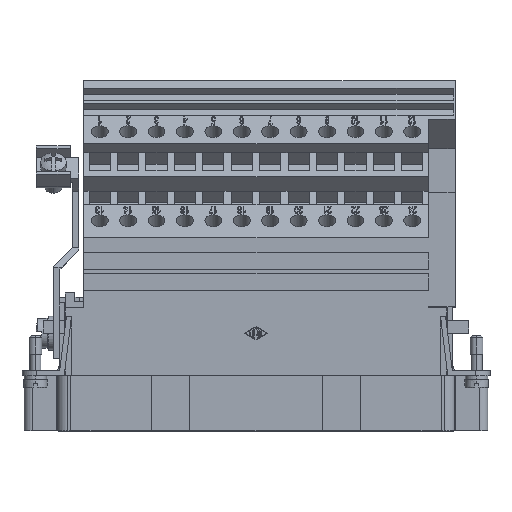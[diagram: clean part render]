
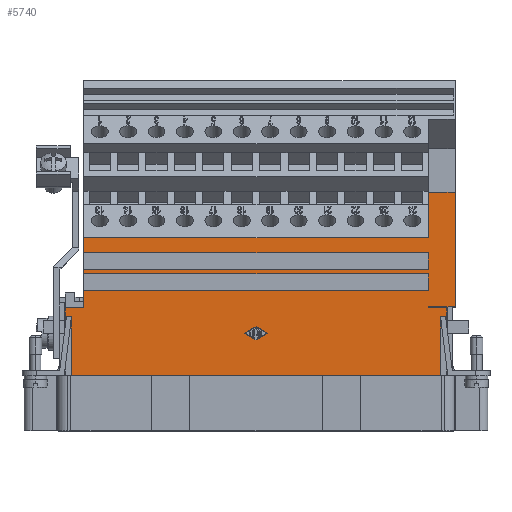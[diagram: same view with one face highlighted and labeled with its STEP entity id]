
A CAD part, top view. The second image highlights one B-rep face of the part: STEP entity #5740.
In plain terms, the highlighted planar face has unit normal (0, 0, 1).
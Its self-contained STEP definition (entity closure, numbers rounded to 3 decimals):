
#4738=CARTESIAN_POINT('',(-2.709,10.0,17.0));
#4739=VERTEX_POINT('',#4738);
#4746=CARTESIAN_POINT('',(0.,8.438,17.0));
#4747=VERTEX_POINT('',#4746);
#4748=CARTESIAN_POINT('',(0.,8.438,17.0));
#4749=DIRECTION('',(-0.866,0.5,0.0));
#4750=VECTOR('',#4749,3.127);
#4751=LINE('',#4748,#4750);
#4752=EDGE_CURVE('',#4747,#4739,#4751,.T.);
#4776=CARTESIAN_POINT('',(0.,11.562,17.0));
#4777=VERTEX_POINT('',#4776);
#4784=CARTESIAN_POINT('',(-2.709,10.0,17.0));
#4785=DIRECTION('',(0.866,0.5,0.0));
#4786=VECTOR('',#4785,3.127);
#4787=LINE('',#4784,#4786);
#4788=EDGE_CURVE('',#4739,#4777,#4787,.T.);
#4807=CARTESIAN_POINT('',(2.709,10.0,17.0));
#4808=VERTEX_POINT('',#4807);
#4815=CARTESIAN_POINT('',(0.,11.562,17.0));
#4816=DIRECTION('',(0.866,-0.5,0.0));
#4817=VECTOR('',#4816,3.127);
#4818=LINE('',#4815,#4817);
#4819=EDGE_CURVE('',#4777,#4808,#4818,.T.);
#4837=CARTESIAN_POINT('',(2.709,10.0,17.0));
#4838=DIRECTION('',(-0.866,-0.5,0.0));
#4839=VECTOR('',#4838,3.127);
#4840=LINE('',#4837,#4839);
#4841=EDGE_CURVE('',#4808,#4747,#4840,.T.);
#5503=CARTESIAN_POINT('',(-40.65,0.0,17.0));
#5504=DIRECTION('',(0.0,0.0,1.0));
#5505=DIRECTION('',(1.0,0.0,0.0));
#5506=AXIS2_PLACEMENT_3D('',#5503,#5504,#5505);
#5507=PLANE('',#5506);
#5508=CARTESIAN_POINT('',(-40.65,24.0,17.0));
#5509=VERTEX_POINT('',#5508);
#5510=CARTESIAN_POINT('',(40.65,24.0,17.0));
#5511=VERTEX_POINT('',#5510);
#5512=CARTESIAN_POINT('',(-40.65,24.0,17.0));
#5513=DIRECTION('',(1.0,0.0,0.0));
#5514=VECTOR('',#5513,81.3);
#5515=LINE('',#5512,#5514);
#5516=EDGE_CURVE('',#5509,#5511,#5515,.T.);
#5517=ORIENTED_EDGE('',*,*,#5516,.T.);
#5518=CARTESIAN_POINT('',(40.65,20.0,17.0));
#5519=VERTEX_POINT('',#5518);
#5520=CARTESIAN_POINT('',(40.65,24.0,17.0));
#5521=DIRECTION('',(0.0,-1.0,0.0));
#5522=VECTOR('',#5521,4.0);
#5523=LINE('',#5520,#5522);
#5524=EDGE_CURVE('',#5511,#5519,#5523,.T.);
#5525=ORIENTED_EDGE('',*,*,#5524,.T.);
#5526=CARTESIAN_POINT('',(-40.65,20.0,17.0));
#5527=VERTEX_POINT('',#5526);
#5528=CARTESIAN_POINT('',(40.65,20.0,17.0));
#5529=DIRECTION('',(-1.0,0.0,0.0));
#5530=VECTOR('',#5529,81.3);
#5531=LINE('',#5528,#5530);
#5532=EDGE_CURVE('',#5519,#5527,#5531,.T.);
#5533=ORIENTED_EDGE('',*,*,#5532,.T.);
#5534=CARTESIAN_POINT('',(-40.65,16.0,17.0));
#5535=VERTEX_POINT('',#5534);
#5536=CARTESIAN_POINT('',(-40.65,16.0,17.0));
#5537=DIRECTION('',(0.0,1.0,0.0));
#5538=VECTOR('',#5537,4.0);
#5539=LINE('',#5536,#5538);
#5540=EDGE_CURVE('',#5535,#5527,#5539,.T.);
#5541=ORIENTED_EDGE('',*,*,#5540,.F.);
#5542=CARTESIAN_POINT('',(-45.0,16.0,17.));
#5543=VERTEX_POINT('',#5542);
#5544=CARTESIAN_POINT('',(-40.65,16.0,17.0));
#5545=DIRECTION('',(-1.0,0.0,0.0));
#5546=VECTOR('',#5545,4.35);
#5547=LINE('',#5544,#5546);
#5548=EDGE_CURVE('',#5535,#5543,#5547,.T.);
#5549=ORIENTED_EDGE('',*,*,#5548,.T.);
#5550=CARTESIAN_POINT('',(-45.,14.,17.));
#5551=VERTEX_POINT('',#5550);
#5552=CARTESIAN_POINT('',(-45.,14.,17.));
#5553=DIRECTION('',(0.0,1.0,0.0));
#5554=VECTOR('',#5553,2.);
#5555=LINE('',#5552,#5554);
#5556=EDGE_CURVE('',#5551,#5543,#5555,.T.);
#5557=ORIENTED_EDGE('',*,*,#5556,.F.);
#5558=CARTESIAN_POINT('',(-44.691,14.,17.0));
#5559=VERTEX_POINT('',#5558);
#5560=CARTESIAN_POINT('',(-45.,14.,17.));
#5561=DIRECTION('',(1.0,0.0,0.0));
#5562=VECTOR('',#5561,0.309);
#5563=LINE('',#5560,#5562);
#5564=EDGE_CURVE('',#5551,#5559,#5563,.T.);
#5565=ORIENTED_EDGE('',*,*,#5564,.T.);
#5566=CARTESIAN_POINT('',(-43.5,14.,17.0));
#5567=VERTEX_POINT('',#5566);
#5568=CARTESIAN_POINT('',(-44.691,14.,17.0));
#5569=DIRECTION('',(1.0,0.0,0.0));
#5570=VECTOR('',#5569,1.191);
#5571=LINE('',#5568,#5570);
#5572=EDGE_CURVE('',#5559,#5567,#5571,.T.);
#5573=ORIENTED_EDGE('',*,*,#5572,.T.);
#5574=CARTESIAN_POINT('',(-43.5,13.854,17.0));
#5575=VERTEX_POINT('',#5574);
#5576=CARTESIAN_POINT('',(-43.5,14.,17.0));
#5577=DIRECTION('',(0.,-1.0,0.0));
#5578=VECTOR('',#5577,0.146);
#5579=LINE('',#5576,#5578);
#5580=EDGE_CURVE('',#5567,#5575,#5579,.T.);
#5581=ORIENTED_EDGE('',*,*,#5580,.T.);
#5582=CARTESIAN_POINT('',(-43.5,0.0,17.0));
#5583=VERTEX_POINT('',#5582);
#5584=CARTESIAN_POINT('',(-43.5,13.854,17.0));
#5585=DIRECTION('',(0.0,-1.0,0.0));
#5586=VECTOR('',#5585,13.854);
#5587=LINE('',#5584,#5586);
#5588=EDGE_CURVE('',#5575,#5583,#5587,.T.);
#5589=ORIENTED_EDGE('',*,*,#5588,.T.);
#5590=CARTESIAN_POINT('',(43.5,0.0,17.0));
#5591=VERTEX_POINT('',#5590);
#5592=CARTESIAN_POINT('',(43.5,0.0,17.0));
#5593=DIRECTION('',(-1.0,0.0,0.0));
#5594=VECTOR('',#5593,87.);
#5595=LINE('',#5592,#5594);
#5596=EDGE_CURVE('',#5591,#5583,#5595,.T.);
#5597=ORIENTED_EDGE('',*,*,#5596,.F.);
#5598=CARTESIAN_POINT('',(43.5,13.854,17.0));
#5599=VERTEX_POINT('',#5598);
#5600=CARTESIAN_POINT('',(43.5,0.0,17.0));
#5601=DIRECTION('',(0.0,1.0,0.0));
#5602=VECTOR('',#5601,13.854);
#5603=LINE('',#5600,#5602);
#5604=EDGE_CURVE('',#5591,#5599,#5603,.T.);
#5605=ORIENTED_EDGE('',*,*,#5604,.T.);
#5606=CARTESIAN_POINT('',(43.5,14.,17.0));
#5607=VERTEX_POINT('',#5606);
#5608=CARTESIAN_POINT('',(43.5,13.854,17.0));
#5609=DIRECTION('',(0.0,1.0,0.0));
#5610=VECTOR('',#5609,0.146);
#5611=LINE('',#5608,#5610);
#5612=EDGE_CURVE('',#5599,#5607,#5611,.T.);
#5613=ORIENTED_EDGE('',*,*,#5612,.T.);
#5614=CARTESIAN_POINT('',(44.691,14.,17.0));
#5615=VERTEX_POINT('',#5614);
#5616=CARTESIAN_POINT('',(43.5,14.,17.0));
#5617=DIRECTION('',(1.0,0.0,0.0));
#5618=VECTOR('',#5617,1.191);
#5619=LINE('',#5616,#5618);
#5620=EDGE_CURVE('',#5607,#5615,#5619,.T.);
#5621=ORIENTED_EDGE('',*,*,#5620,.T.);
#5622=CARTESIAN_POINT('',(45.,14.,17.0));
#5623=VERTEX_POINT('',#5622);
#5624=CARTESIAN_POINT('',(44.691,14.,17.0));
#5625=DIRECTION('',(1.0,0.0,0.0));
#5626=VECTOR('',#5625,0.309);
#5627=LINE('',#5624,#5626);
#5628=EDGE_CURVE('',#5615,#5623,#5627,.T.);
#5629=ORIENTED_EDGE('',*,*,#5628,.T.);
#5630=CARTESIAN_POINT('',(45.0,16.0,17.0));
#5631=VERTEX_POINT('',#5630);
#5632=CARTESIAN_POINT('',(45.,14.,17.0));
#5633=DIRECTION('',(0.0,1.0,0.0));
#5634=VECTOR('',#5633,2.);
#5635=LINE('',#5632,#5634);
#5636=EDGE_CURVE('',#5623,#5631,#5635,.T.);
#5637=ORIENTED_EDGE('',*,*,#5636,.T.);
#5638=CARTESIAN_POINT('',(40.65,16.0,17.0));
#5639=VERTEX_POINT('',#5638);
#5640=CARTESIAN_POINT('',(45.0,16.0,17.0));
#5641=DIRECTION('',(-1.0,0.0,0.0));
#5642=VECTOR('',#5641,4.35);
#5643=LINE('',#5640,#5642);
#5644=EDGE_CURVE('',#5631,#5639,#5643,.T.);
#5645=ORIENTED_EDGE('',*,*,#5644,.T.);
#5646=CARTESIAN_POINT('',(40.65,16.2,17.0));
#5647=VERTEX_POINT('',#5646);
#5648=CARTESIAN_POINT('',(40.65,16.2,17.0));
#5649=DIRECTION('',(0.0,-1.0,0.0));
#5650=VECTOR('',#5649,0.2);
#5651=LINE('',#5648,#5650);
#5652=EDGE_CURVE('',#5647,#5639,#5651,.T.);
#5653=ORIENTED_EDGE('',*,*,#5652,.F.);
#5654=CARTESIAN_POINT('',(46.95,16.2,17.0));
#5655=VERTEX_POINT('',#5654);
#5656=CARTESIAN_POINT('',(46.95,16.2,17.0));
#5657=DIRECTION('',(-1.0,0.0,0.0));
#5658=VECTOR('',#5657,6.3);
#5659=LINE('',#5656,#5658);
#5660=EDGE_CURVE('',#5655,#5647,#5659,.T.);
#5661=ORIENTED_EDGE('',*,*,#5660,.F.);
#5662=CARTESIAN_POINT('',(46.95,43.2,17.));
#5663=VERTEX_POINT('',#5662);
#5664=CARTESIAN_POINT('',(46.95,43.2,17.));
#5665=DIRECTION('',(0.0,-1.0,0.0));
#5666=VECTOR('',#5665,27.);
#5667=LINE('',#5664,#5666);
#5668=EDGE_CURVE('',#5663,#5655,#5667,.T.);
#5669=ORIENTED_EDGE('',*,*,#5668,.F.);
#5670=CARTESIAN_POINT('',(40.65,43.2,17.));
#5671=VERTEX_POINT('',#5670);
#5672=CARTESIAN_POINT('',(46.95,43.2,17.));
#5673=DIRECTION('',(-1.0,0.0,0.0));
#5674=VECTOR('',#5673,6.3);
#5675=LINE('',#5672,#5674);
#5676=EDGE_CURVE('',#5663,#5671,#5675,.T.);
#5677=ORIENTED_EDGE('',*,*,#5676,.T.);
#5678=CARTESIAN_POINT('',(40.65,32.5,17.));
#5679=VERTEX_POINT('',#5678);
#5680=CARTESIAN_POINT('',(40.65,43.2,17.));
#5681=DIRECTION('',(0.0,-1.0,0.0));
#5682=VECTOR('',#5681,10.7);
#5683=LINE('',#5680,#5682);
#5684=EDGE_CURVE('',#5671,#5679,#5683,.T.);
#5685=ORIENTED_EDGE('',*,*,#5684,.T.);
#5686=CARTESIAN_POINT('',(-40.65,32.5,17.));
#5687=VERTEX_POINT('',#5686);
#5688=CARTESIAN_POINT('',(40.65,32.5,17.));
#5689=DIRECTION('',(-1.0,0.0,0.0));
#5690=VECTOR('',#5689,81.3);
#5691=LINE('',#5688,#5690);
#5692=EDGE_CURVE('',#5679,#5687,#5691,.T.);
#5693=ORIENTED_EDGE('',*,*,#5692,.T.);
#5694=CARTESIAN_POINT('',(-40.65,29.0,17.0));
#5695=VERTEX_POINT('',#5694);
#5696=CARTESIAN_POINT('',(-40.65,29.0,17.0));
#5697=DIRECTION('',(0.0,1.0,0.0));
#5698=VECTOR('',#5697,3.5);
#5699=LINE('',#5696,#5698);
#5700=EDGE_CURVE('',#5695,#5687,#5699,.T.);
#5701=ORIENTED_EDGE('',*,*,#5700,.F.);
#5702=CARTESIAN_POINT('',(40.65,29.0,17.0));
#5703=VERTEX_POINT('',#5702);
#5704=CARTESIAN_POINT('',(-40.65,29.0,17.0));
#5705=DIRECTION('',(1.0,0.0,0.0));
#5706=VECTOR('',#5705,81.3);
#5707=LINE('',#5704,#5706);
#5708=EDGE_CURVE('',#5695,#5703,#5707,.T.);
#5709=ORIENTED_EDGE('',*,*,#5708,.T.);
#5710=CARTESIAN_POINT('',(40.65,25.0,17.0));
#5711=VERTEX_POINT('',#5710);
#5712=CARTESIAN_POINT('',(40.65,29.0,17.0));
#5713=DIRECTION('',(0.0,-1.0,0.0));
#5714=VECTOR('',#5713,4.0);
#5715=LINE('',#5712,#5714);
#5716=EDGE_CURVE('',#5703,#5711,#5715,.T.);
#5717=ORIENTED_EDGE('',*,*,#5716,.T.);
#5718=CARTESIAN_POINT('',(-40.65,25.0,17.0));
#5719=VERTEX_POINT('',#5718);
#5720=CARTESIAN_POINT('',(40.65,25.0,17.0));
#5721=DIRECTION('',(-1.0,0.0,0.0));
#5722=VECTOR('',#5721,81.3);
#5723=LINE('',#5720,#5722);
#5724=EDGE_CURVE('',#5711,#5719,#5723,.T.);
#5725=ORIENTED_EDGE('',*,*,#5724,.T.);
#5726=CARTESIAN_POINT('',(-40.65,24.0,17.0));
#5727=DIRECTION('',(0.0,1.0,0.0));
#5728=VECTOR('',#5727,1.0);
#5729=LINE('',#5726,#5728);
#5730=EDGE_CURVE('',#5509,#5719,#5729,.T.);
#5731=ORIENTED_EDGE('',*,*,#5730,.F.);
#5732=EDGE_LOOP('',(#5517,#5525,#5533,#5541,#5549,#5557,#5565,#5573,#5581,#5589,#5597,#5605,#5613,#5621,#5629,#5637,#5645,#5653,#5661,#5669,#5677,#5685,#5693,#5701,#5709,#5717,#5725,#5731));
#5733=FACE_OUTER_BOUND('',#5732,.T.);
#5734=ORIENTED_EDGE('',*,*,#4752,.T.);
#5735=ORIENTED_EDGE('',*,*,#4788,.T.);
#5736=ORIENTED_EDGE('',*,*,#4819,.T.);
#5737=ORIENTED_EDGE('',*,*,#4841,.T.);
#5738=EDGE_LOOP('',(#5734,#5735,#5736,#5737));
#5739=FACE_BOUND('',#5738,.T.);
#5740=ADVANCED_FACE('',(#5733,#5739),#5507,.T.);
